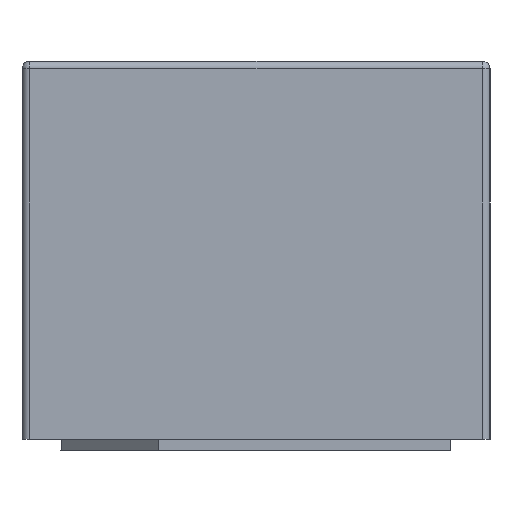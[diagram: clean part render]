
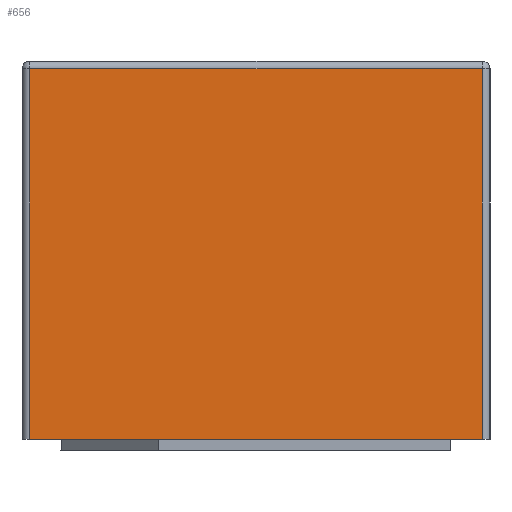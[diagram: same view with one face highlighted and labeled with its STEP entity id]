
A CAD part, left-side view. The second image highlights one B-rep face of the part: STEP entity #656.
In plain terms, the highlighted planar face has unit normal (-1, 0, 0).
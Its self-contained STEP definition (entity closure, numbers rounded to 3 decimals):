
#60=ORIENTED_EDGE('',*,*,#186,.T.);
#61=ORIENTED_EDGE('',*,*,#187,.T.);
#62=ORIENTED_EDGE('',*,*,#188,.T.);
#63=ORIENTED_EDGE('',*,*,#189,.T.);
#186=EDGE_CURVE('',#249,#250,#287,.F.);
#187=EDGE_CURVE('',#250,#251,#288,.T.);
#188=EDGE_CURVE('',#251,#252,#289,.T.);
#189=EDGE_CURVE('',#252,#249,#290,.F.);
#249=VERTEX_POINT('',#901);
#250=VERTEX_POINT('',#902);
#251=VERTEX_POINT('',#904);
#252=VERTEX_POINT('',#906);
#287=LINE('',#900,#334);
#288=LINE('',#903,#335);
#289=LINE('',#905,#336);
#290=LINE('',#907,#337);
#334=VECTOR('',#754,1000.);
#335=VECTOR('',#755,1000.);
#336=VECTOR('',#756,1000.);
#337=VECTOR('',#757,1000.);
#372=EDGE_LOOP('',(#60,#61,#62,#63));
#403=FACE_BOUND('',#372,.T.);
#434=PLANE('',#690);
#656=ADVANCED_FACE('',(#403),#434,.F.);
#690=AXIS2_PLACEMENT_3D('',#899,#752,#753);
#752=DIRECTION('',(1.,0.,0.));
#753=DIRECTION('',(0.,0.,-1.));
#754=DIRECTION('',(0.,-1.,0.));
#755=DIRECTION('',(0.,0.,-1.));
#756=DIRECTION('',(0.,-1.,0.));
#757=DIRECTION('',(0.,0.,-1.));
#899=CARTESIAN_POINT('',(-0.5,0.3,0.5));
#900=CARTESIAN_POINT('',(-0.5,0.3,0.49));
#901=CARTESIAN_POINT('',(-0.5,-0.29,0.49));
#902=CARTESIAN_POINT('',(-0.5,0.29,0.49));
#903=CARTESIAN_POINT('',(-0.5,0.29,0.5));
#904=CARTESIAN_POINT('',(-0.5,0.29,0.015));
#905=CARTESIAN_POINT('',(-0.5,0.3,0.015));
#906=CARTESIAN_POINT('',(-0.5,-0.29,0.015));
#907=CARTESIAN_POINT('',(-0.5,-0.29,0.5));
